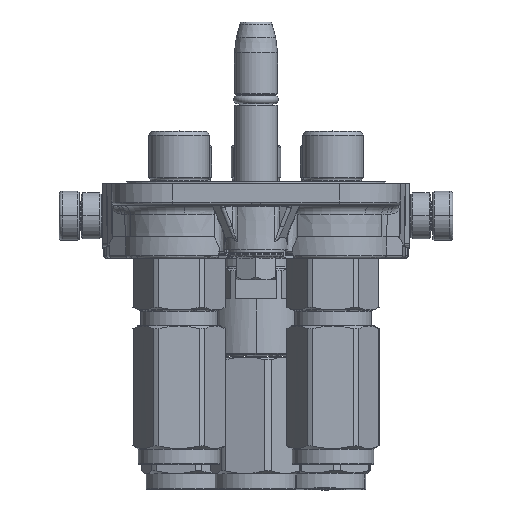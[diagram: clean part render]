
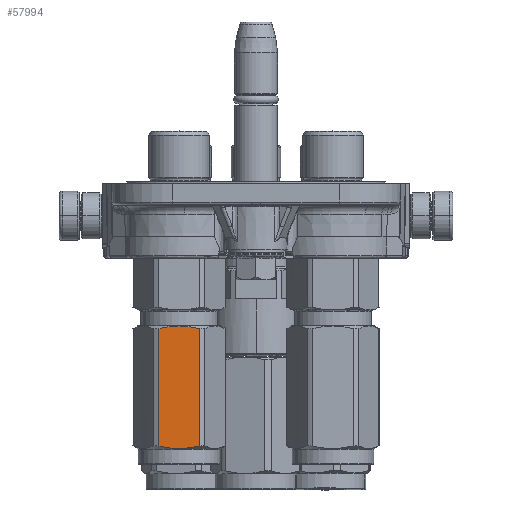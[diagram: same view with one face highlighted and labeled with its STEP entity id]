
A CAD part, left-side view. The second image highlights one B-rep face of the part: STEP entity #57994.
In plain terms, the highlighted face is planar.
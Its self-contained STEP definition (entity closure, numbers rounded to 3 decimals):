
#562 = CARTESIAN_POINT ( 'NONE',  ( 13.5, -24.5, 0.013 ) ) ;
#902 = CARTESIAN_POINT ( 'NONE',  ( 13.5, -24.5, -0.013 ) ) ;
#907 = CARTESIAN_POINT ( 'NONE',  ( 13.5, -64.159, 3.053 ) ) ;
#10393 = CARTESIAN_POINT ( 'NONE',  ( 13.5, -64.356, -1.103 ) ) ;
#10865 = CARTESIAN_POINT ( 'NONE',  ( 13.5, -64.117, -3.363 ) ) ;
#11027 = CARTESIAN_POINT ( 'NONE',  ( 13.5, -24.795, 4.314 ) ) ;
#11358 = CARTESIAN_POINT ( 'NONE',  ( 13.5, -64.145, 3.157 ) ) ;
#11441 = DIRECTION ( 'NONE',  ( 1., 0., 0. ) ) ;
#11851 = CARTESIAN_POINT ( 'NONE',  ( 13.5, -64.189, 2.81 ) ) ;
#15163 = EDGE_CURVE ( 'NONE', #78493, #99641, #59611, .T. ) ;
#17001 = CARTESIAN_POINT ( 'NONE',  ( 13.5, -63.49, 6.538 ) ) ;
#22895 = DIRECTION ( 'NONE',  ( 0., 0., 1. ) ) ;
#23286 = CARTESIAN_POINT ( 'NONE',  ( 13.5, -63.49, 6.538 ) ) ;
#25072 = VERTEX_POINT ( 'NONE', #132529 ) ;
#28260 = DIRECTION ( 'NONE',  ( 0., 1., 0. ) ) ;
#34037 = VERTEX_POINT ( 'NONE', #93065 ) ;
#34671 = CARTESIAN_POINT ( 'NONE',  ( 13.5, -64.058, -3.767 ) ) ;
#35162 = CARTESIAN_POINT ( 'NONE',  ( 13.5, -64.255, 2.191 ) ) ;
#37823 = CARTESIAN_POINT ( 'NONE',  ( 13.5, -24.795, -4.314 ) ) ;
#43762 = PLANE ( 'NONE',  #102277 ) ;
#45153 = CARTESIAN_POINT ( 'NONE',  ( 13.5, -63.49, -6.538 ) ) ;
#46157 = CARTESIAN_POINT ( 'NONE',  ( 13.498, -63.767, 5.442 ) ) ;
#46248 = VECTOR ( 'NONE', #56102, 1000. ) ;
#49770 = LINE ( 'NONE', #17001, #67577 ) ;
#51114 = CARTESIAN_POINT ( 'NONE',  ( 13.5, -63.49, -6.538 ) ) ;
#54816 = VECTOR ( 'NONE', #28260, 1000. ) ;
#56102 = DIRECTION ( 'NONE',  ( 0., 0., 1. ) ) ;
#56107 = CARTESIAN_POINT ( 'NONE',  ( 13.5, -64.122, -3.331 ) ) ;
#57055 = CARTESIAN_POINT ( 'NONE',  ( 13.499, -63.628, -5.99 ) ) ;
#57994 = ADVANCED_FACE ( 'NONE', ( #66442 ), #43762, .T. ) ;
#59611 = B_SPLINE_CURVE_WITH_KNOTS ( 'NONE', 3,
 ( #562, #80108, #11027, #80612 ),
 .UNSPECIFIED., .F., .F.,
 ( 4, 4 ),
 ( 0., 1. ),
 .UNSPECIFIED. ) ;
#60169 = VERTEX_POINT ( 'NONE', #129788 ) ;
#62029 = EDGE_CURVE ( 'NONE', #67505, #60169, #105726, .T. ) ;
#64720 = EDGE_CURVE ( 'NONE', #60169, #99641, #49770, .T. ) ;
#66442 = FACE_OUTER_BOUND ( 'NONE', #85062, .T. ) ;
#67505 = VERTEX_POINT ( 'NONE', #81407 ) ;
#67542 = CARTESIAN_POINT ( 'NONE',  ( 13.5, -64.108, -3.431 ) ) ;
#67577 = VECTOR ( 'NONE', #95573, 1000. ) ;
#68522 = CARTESIAN_POINT ( 'NONE',  ( 13.5, -64.279, -2.181 ) ) ;
#72174 = CARTESIAN_POINT ( 'NONE',  ( 13.5, -25.366, -6.538 ) ) ;
#78480 = CARTESIAN_POINT ( 'NONE',  ( 13.5, -63.959, -4.372 ) ) ;
#78493 = VERTEX_POINT ( 'NONE', #129364 ) ;
#79469 = CARTESIAN_POINT ( 'NONE',  ( 13.499, -64.337, 1.097 ) ) ;
#79555 = CARTESIAN_POINT ( 'NONE',  ( 13.5, -24.5, -7.794 ) ) ;
#79977 = CARTESIAN_POINT ( 'NONE',  ( 13.5, -64.213, 2.603 ) ) ;
#80108 = CARTESIAN_POINT ( 'NONE',  ( 13.5, -24.506, 2.139 ) ) ;
#80612 = CARTESIAN_POINT ( 'NONE',  ( 13.5, -25.366, 6.538 ) ) ;
#81407 = CARTESIAN_POINT ( 'NONE',  ( 13.5, -63.49, -6.538 ) ) ;
#82189 = ORIENTED_EDGE ( 'NONE', *, *, #62029, .F. ) ;
#85062 = EDGE_LOOP ( 'NONE', ( #95729, #116952, #98902, #103435, #120141, #82189 ) ) ;
#90347 = LINE ( 'NONE', #51114, #54816 ) ;
#93065 = CARTESIAN_POINT ( 'NONE',  ( 13.5, -24.5, -0.013 ) ) ;
#93490 = EDGE_CURVE ( 'NONE', #67505, #25072, #90347, .T. ) ;
#94086 = CARTESIAN_POINT ( 'NONE',  ( 13.5, -24.5, -0.013 ) ) ;
#95573 = DIRECTION ( 'NONE',  ( 0., 1., 0. ) ) ;
#95729 = ORIENTED_EDGE ( 'NONE', *, *, #93490, .T. ) ;
#96736 = EDGE_CURVE ( 'NONE', #34037, #78493, #117525, .T. ) ;
#98902 = ORIENTED_EDGE ( 'NONE', *, *, #96736, .T. ) ;
#99641 = VERTEX_POINT ( 'NONE', #123113 ) ;
#101919 = CARTESIAN_POINT ( 'NONE',  ( 13.5, -63.979, 4.374 ) ) ;
#102103 = B_SPLINE_CURVE_WITH_KNOTS ( 'NONE', 3,
 ( #72174, #37823, #117009, #94086 ),
 .UNSPECIFIED., .F., .F.,
 ( 4, 4 ),
 ( 0., 1. ),
 .UNSPECIFIED. ) ;
#102277 = AXIS2_PLACEMENT_3D ( 'NONE', #79555, #11441, #22895 ) ;
#102812 = EDGE_CURVE ( 'NONE', #25072, #34037, #102103, .T. ) ;
#103343 = CARTESIAN_POINT ( 'NONE',  ( 13.499, -63.75, -5.449 ) ) ;
#103435 = ORIENTED_EDGE ( 'NONE', *, *, #15163, .T. ) ;
#105726 = B_SPLINE_CURVE_WITH_KNOTS ( 'NONE', 3,
 ( #45153, #57055, #103343, #136729, #78480, #112881, #34671, #147708, #67542, #10865, #56107, #68522, #10393, #124825, #79469, #124348, #35162, #79977, #11851, #907, #11358, #135793, #114845, #101919, #46157, #23286 ),
 .UNSPECIFIED., .F., .F.,
 ( 4, 2, 2, 1, 1, 2, 2, 2, 2, 2, 1, 1, 2, 2, 4 ),
 ( 0., 0.125, 0.188, 0.219, 0.234, 0.242, 0.25, 0.5, 0.625, 0.687, 0.719, 0.734, 0.742, 0.75, 1. ),
 .UNSPECIFIED. ) ;
#112881 = CARTESIAN_POINT ( 'NONE',  ( 13.5, -64.026, -3.969 ) ) ;
#114845 = CARTESIAN_POINT ( 'NONE',  ( 13.5, -64.131, 3.262 ) ) ;
#116952 = ORIENTED_EDGE ( 'NONE', *, *, #102812, .T. ) ;
#117009 = CARTESIAN_POINT ( 'NONE',  ( 13.5, -24.506, -2.139 ) ) ;
#117525 = LINE ( 'NONE', #902, #46248 ) ;
#120141 = ORIENTED_EDGE ( 'NONE', *, *, #64720, .F. ) ;
#123113 = CARTESIAN_POINT ( 'NONE',  ( 13.5, -25.366, 6.538 ) ) ;
#124348 = CARTESIAN_POINT ( 'NONE',  ( 13.5, -64.279, 1.917 ) ) ;
#124825 = CARTESIAN_POINT ( 'NONE',  ( 13.5, -64.356, 0.551 ) ) ;
#129364 = CARTESIAN_POINT ( 'NONE',  ( 13.5, -24.5, 0.013 ) ) ;
#129788 = CARTESIAN_POINT ( 'NONE',  ( 13.5, -63.49, 6.538 ) ) ;
#132529 = CARTESIAN_POINT ( 'NONE',  ( 13.5, -25.366, -6.538 ) ) ;
#135793 = CARTESIAN_POINT ( 'NONE',  ( 13.5, -64.136, 3.226 ) ) ;
#136729 = CARTESIAN_POINT ( 'NONE',  ( 13.499, -63.91, -4.641 ) ) ;
#147708 = CARTESIAN_POINT ( 'NONE',  ( 13.5, -64.093, -3.532 ) ) ;
